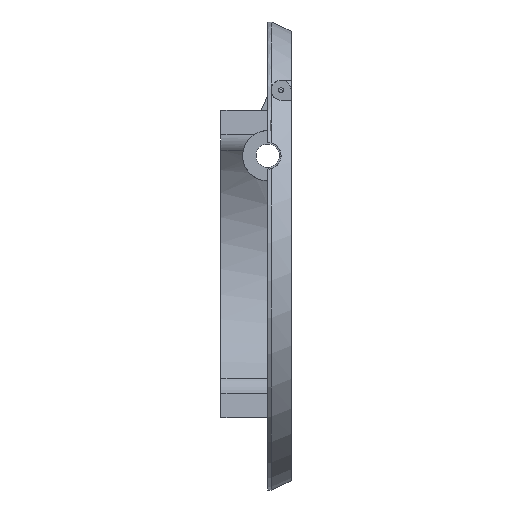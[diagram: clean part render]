
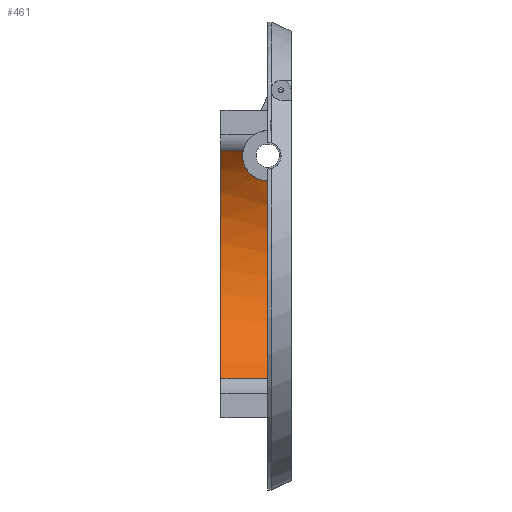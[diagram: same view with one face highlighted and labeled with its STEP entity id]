
A CAD part, left-side view. The second image highlights one B-rep face of the part: STEP entity #461.
In plain terms, the highlighted cylindrical face has radius 45 mm (diameter 90 mm), a partial arc.
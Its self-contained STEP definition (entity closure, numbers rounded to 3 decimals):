
#146 = ORIENTED_EDGE ( 'NONE', *, *, #3681, .F. ) ;
#181 = DIRECTION ( 'NONE',  ( 0., -1., 0. ) ) ;
#255 = CARTESIAN_POINT ( 'NONE',  ( -23.32, 7., 22.135 ) ) ;
#256 = CARTESIAN_POINT ( 'NONE',  ( -23.253, 7., 22.016 ) ) ;
#461 = ADVANCED_FACE ( 'NONE', ( #519 ), #3026, .F. ) ;
#471 = ORIENTED_EDGE ( 'NONE', *, *, #6673, .F. ) ;
#519 = FACE_OUTER_BOUND ( 'NONE', #4902, .T. ) ;
#533 = VERTEX_POINT ( 'NONE', #877 ) ;
#556 = DIRECTION ( 'NONE',  ( 0., 0., -1. ) ) ;
#604 = VERTEX_POINT ( 'NONE', #5919 ) ;
#767 = CARTESIAN_POINT ( 'NONE',  ( -26.641, 13.958, 27.188 ) ) ;
#800 = CARTESIAN_POINT ( 'NONE',  ( -23.532, 7.332, 22.506 ) ) ;
#812 = CARTESIAN_POINT ( 'NONE',  ( -24.405, 11.448, 23.955 ) ) ;
#877 = CARTESIAN_POINT ( 'NONE',  ( -30.503, 14.318, 31.641 ) ) ;
#966 = DIRECTION ( 'NONE',  ( 0., -1., 0. ) ) ;
#1099 = CARTESIAN_POINT ( 'NONE',  ( -23.864, 9.889, 23.072 ) ) ;
#1545 = CARTESIAN_POINT ( 'NONE',  ( -36.483, 21., -36.717 ) ) ;
#2025 = CARTESIAN_POINT ( 'NONE',  ( -28.792, 14.512, 29.819 ) ) ;
#2106 = CARTESIAN_POINT ( 'NONE',  ( -24.106, 10.704, 23.472 ) ) ;
#2125 = VECTOR ( 'NONE', #181, 1000. ) ;
#2144 = CARTESIAN_POINT ( 'NONE',  ( -30.064, 14.418, 31.198 ) ) ;
#2176 = CARTESIAN_POINT ( 'NONE',  ( -23.253, 7., 22.016 ) ) ;
#2190 = CARTESIAN_POINT ( 'NONE',  ( -26.462, 13.857, 26.951 ) ) ;
#2213 = CARTESIAN_POINT ( 'NONE',  ( -23.537, 7.469, 22.515 ) ) ;
#2255 = DIRECTION ( 'NONE',  ( 0., -1., 0. ) ) ;
#2291 = CIRCLE ( 'NONE', #6940, 45. ) ;
#2349 = CARTESIAN_POINT ( 'NONE',  ( -23.628, 8.712, 22.672 ) ) ;
#2572 = EDGE_CURVE ( 'NONE', #4553, #4944, #3370, .T. ) ;
#2905 = EDGE_CURVE ( 'NONE', #604, #5560, #3011, .T. ) ;
#2917 = AXIS2_PLACEMENT_3D ( 'NONE', #4150, #966, #5462 ) ;
#2944 = CARTESIAN_POINT ( 'NONE',  ( -30.503, 21., 31.641 ) ) ;
#3011 = B_SPLINE_CURVE_WITH_KNOTS ( 'NONE', 3,
 ( #2213, #800, #7839, #4657, #255, #2176 ),
 .UNSPECIFIED., .F., .F.,
 ( 4, 2, 4 ),
 ( 0., 0., 0.001 ),
 .UNSPECIFIED. ) ;
#3026 = CYLINDRICAL_SURFACE ( 'NONE', #5001, 45. ) ;
#3332 = CARTESIAN_POINT ( 'NONE',  ( -24.299, 11.208, 23.785 ) ) ;
#3370 = LINE ( 'NONE', #1545, #3933 ) ;
#3624 = ORIENTED_EDGE ( 'NONE', *, *, #2572, .T. ) ;
#3681 = EDGE_CURVE ( 'NONE', #6922, #533, #6464, .T. ) ;
#3930 = CARTESIAN_POINT ( 'NONE',  ( -30.503, 21., 31.641 ) ) ;
#3933 = VECTOR ( 'NONE', #7317, 1000. ) ;
#3941 = CARTESIAN_POINT ( 'NONE',  ( -24.764, 12.124, 24.516 ) ) ;
#4066 = CARTESIAN_POINT ( 'NONE',  ( -24.637, 11.906, 24.32 ) ) ;
#4150 = CARTESIAN_POINT ( 'NONE',  ( -62.5, 21., 0. ) ) ;
#4540 = CARTESIAN_POINT ( 'NONE',  ( -25.945, 13.498, 26.245 ) ) ;
#4553 = VERTEX_POINT ( 'NONE', #5082 ) ;
#4584 = CARTESIAN_POINT ( 'NONE',  ( -29.634, 14.477, 30.745 ) ) ;
#4657 = CARTESIAN_POINT ( 'NONE',  ( -23.387, 7.043, 22.253 ) ) ;
#4670 = CARTESIAN_POINT ( 'NONE',  ( -28.38, 14.487, 29.347 ) ) ;
#4711 = CARTESIAN_POINT ( 'NONE',  ( -26.115, 13.628, 26.48 ) ) ;
#4719 = EDGE_CURVE ( 'NONE', #4553, #6922, #7063, .T. ) ;
#4873 = CARTESIAN_POINT ( 'NONE',  ( -23.56, 8.101, 22.554 ) ) ;
#4902 = EDGE_LOOP ( 'NONE', ( #471, #146, #5788, #3624, #8143, #5179 ) ) ;
#4944 = VERTEX_POINT ( 'NONE', #6996 ) ;
#5001 = AXIS2_PLACEMENT_3D ( 'NONE', #5592, #8136, #556 ) ;
#5009 = B_SPLINE_CURVE_WITH_KNOTS ( 'NONE', 3,
 ( #5176, #2144, #4584, #2025, #4670, #5348, #7112, #767, #2190, #4711, #4540, #7153, #7814, #3941, #4066, #812, #3332, #2106, #5427, #1099, #6102, #2349, #4873, #6143 ),
 .UNSPECIFIED., .F., .F.,
 ( 4, 2, 2, 2, 2, 2, 2, 2, 2, 2, 2, 4 ),
 ( 0., 0.002, 0.004, 0.006, 0.007, 0.008, 0.009, 0.01, 0.011, 0.012, 0.013, 0.015 ),
 .UNSPECIFIED. ) ;
#5082 = CARTESIAN_POINT ( 'NONE',  ( -36.483, 21., -36.717 ) ) ;
#5176 = CARTESIAN_POINT ( 'NONE',  ( -30.503, 14.318, 31.641 ) ) ;
#5179 = ORIENTED_EDGE ( 'NONE', *, *, #2905, .F. ) ;
#5348 = CARTESIAN_POINT ( 'NONE',  ( -27.574, 14.34, 28.383 ) ) ;
#5427 = CARTESIAN_POINT ( 'NONE',  ( -24.019, 10.441, 23.329 ) ) ;
#5462 = DIRECTION ( 'NONE',  ( 0., 0., -1. ) ) ;
#5560 = VERTEX_POINT ( 'NONE', #256 ) ;
#5592 = CARTESIAN_POINT ( 'NONE',  ( -62.5, 21., 0. ) ) ;
#5722 = EDGE_CURVE ( 'NONE', #4944, #5560, #2291, .T. ) ;
#5788 = ORIENTED_EDGE ( 'NONE', *, *, #4719, .F. ) ;
#5919 = CARTESIAN_POINT ( 'NONE',  ( -23.537, 7.469, 22.515 ) ) ;
#6004 = CARTESIAN_POINT ( 'NONE',  ( -62.5, 7., 0. ) ) ;
#6102 = CARTESIAN_POINT ( 'NONE',  ( -23.796, 9.598, 22.957 ) ) ;
#6143 = CARTESIAN_POINT ( 'NONE',  ( -23.537, 7.469, 22.515 ) ) ;
#6464 = LINE ( 'NONE', #3930, #2125 ) ;
#6673 = EDGE_CURVE ( 'NONE', #533, #604, #5009, .T. ) ;
#6922 = VERTEX_POINT ( 'NONE', #2944 ) ;
#6940 = AXIS2_PLACEMENT_3D ( 'NONE', #6004, #2255, #7390 ) ;
#6996 = CARTESIAN_POINT ( 'NONE',  ( -36.483, 7., -36.717 ) ) ;
#7063 = CIRCLE ( 'NONE', #2917, 45. ) ;
#7112 = CARTESIAN_POINT ( 'NONE',  ( -27.19, 14.218, 27.902 ) ) ;
#7153 = CARTESIAN_POINT ( 'NONE',  ( -25.458, 13.067, 25.558 ) ) ;
#7317 = DIRECTION ( 'NONE',  ( 0., -1., 0. ) ) ;
#7390 = DIRECTION ( 'NONE',  ( 0., 0., -1. ) ) ;
#7814 = CARTESIAN_POINT ( 'NONE',  ( -25.163, 12.726, 25.123 ) ) ;
#7839 = CARTESIAN_POINT ( 'NONE',  ( -23.494, 7.207, 22.44 ) ) ;
#8136 = DIRECTION ( 'NONE',  ( 0., -1., 0. ) ) ;
#8143 = ORIENTED_EDGE ( 'NONE', *, *, #5722, .T. ) ;
